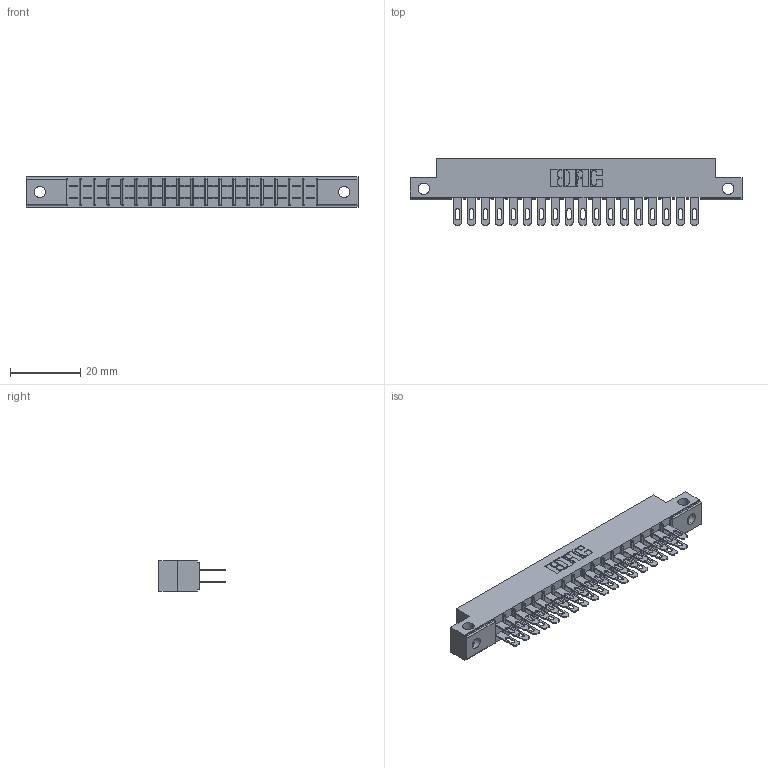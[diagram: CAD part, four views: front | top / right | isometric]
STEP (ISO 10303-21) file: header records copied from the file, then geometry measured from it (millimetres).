
FILE_DESCRIPTION (( 'STEP AP203' ), '1' );
FILE_NAME ('305-036-500-212.STEP', '2020-09-19T21:41:07', ( '' ), ( '' ), 'SwSTEP 2.0', 'SolidWorks 2020', '' );
FILE_SCHEMA (( 'CONFIG_CONTROL_DESIGN' ));
Length unit declared in the file: inch
Products named in the file (3): 305-036-500-212; 305 Part_.128 Dia; 305-290-001_500
Assembly tree (37 placements, depth 2):
  305-036-500-212
    305 Part_.128 Dia
    305-290-001_500  x36
Bounding box: 94.34 x 18.85 x 8.71 mm (x, y, z)
Volume: 5894.2 mm3; surface area: 11536.3 mm2
Topology: 37 solids, 37 shells, 1928 faces, 5518 edges, 3576 vertices
Faces by surface type: plane 1076, cylinder 780, sphere 72
Entity records: 22839 total; most frequent: CARTESIAN_POINT 3828, ORIENTED_EDGE 3752, DIRECTION 3664, EDGE_CURVE 1876, VECTOR 1472, LINE 1472, VERTEX_POINT 1196, AXIS2_PLACEMENT_3D 1096
